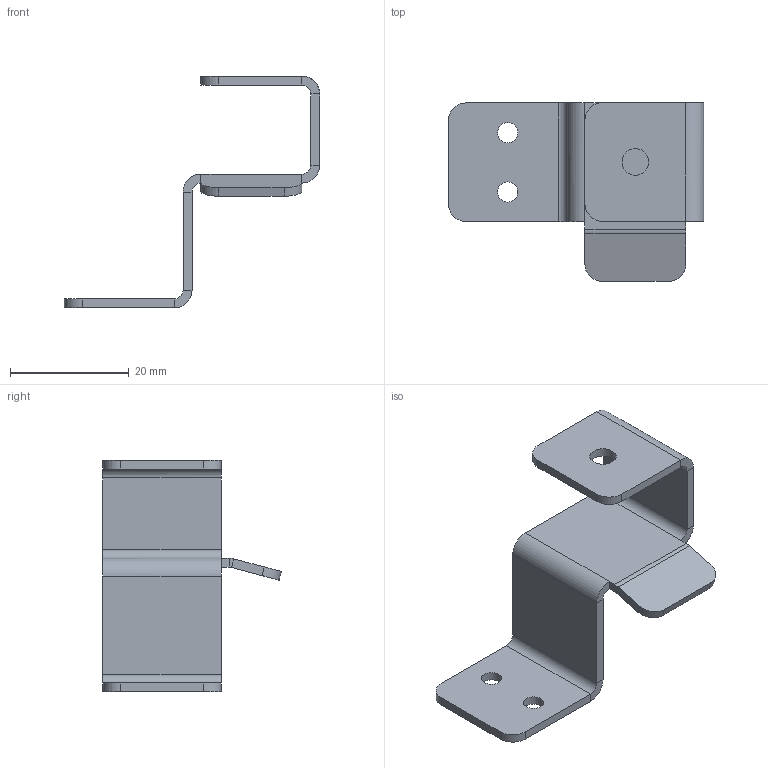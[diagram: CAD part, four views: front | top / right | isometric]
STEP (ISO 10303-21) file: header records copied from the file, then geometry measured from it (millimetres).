
FILE_DESCRIPTION(('FreeCAD Model'),'2;1');
FILE_NAME('Open CASCADE Shape Model','2024-08-29T21:58:55',(''),(''), 'Open CASCADE STEP processor 7.6','FreeCAD','Unknown');
FILE_SCHEMA(('AUTOMOTIVE_DESIGN { 1 0 10303 214 1 1 1 1 }'));
Length unit declared in the file: millimetre
Products named in the file (1): coupling_holder_v5
Bounding box: 43 x 30.1 x 39 mm (x, y, z)
Volume: 3045.6 mm3; surface area: 4478.4 mm2
Topology: 1 solids, 1 shells, 57 faces, 125 edges, 70 vertices
Faces by surface type: plane 28, cylinder 19, bspline 10
Full cylindrical faces by diameter (mm): 3.4 x2, 4.5 x1
Entity records: 2987 total; most frequent: CARTESIAN_POINT 1783, ORIENTED_EDGE 250, DIRECTION 223, EDGE_CURVE 125, AXIS2_PLACEMENT_3D 78, VERTEX_POINT 70, LINE 67, VECTOR 67
